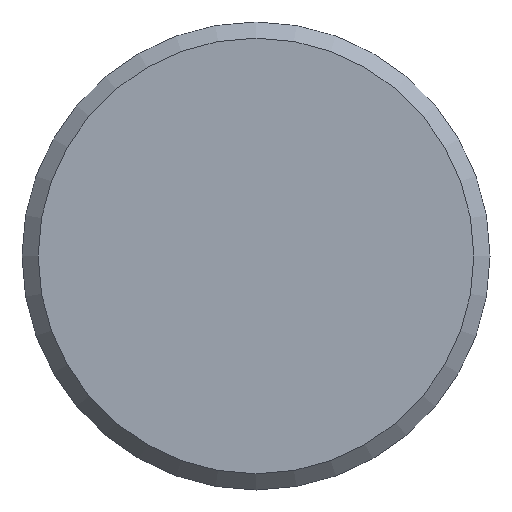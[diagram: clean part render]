
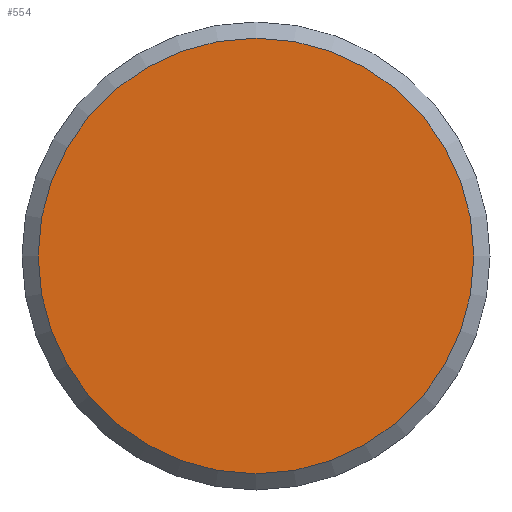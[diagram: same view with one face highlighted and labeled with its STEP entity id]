
A CAD part, front view. The second image highlights one B-rep face of the part: STEP entity #554.
In plain terms, the highlighted planar face has unit normal (0, -1, 0).
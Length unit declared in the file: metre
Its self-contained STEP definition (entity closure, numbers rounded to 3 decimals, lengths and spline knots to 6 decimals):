
#126=PLANE('',#603);
#150=ORIENTED_EDGE('',*,*,#307,.T.);
#307=EDGE_CURVE('',#386,#386,#441,.F.);
#386=VERTEX_POINT('',#835);
#441=CIRCLE('',#604,0.0135);
#465=EDGE_LOOP('',(#150));
#505=FACE_BOUND('',#465,.T.);
#554=ADVANCED_FACE('',(#505),#126,.F.);
#603=AXIS2_PLACEMENT_3D('',#833,#666,#667);
#604=AXIS2_PLACEMENT_3D('',#834,#668,#669);
#666=DIRECTION('',(0.,1.,0.));
#667=DIRECTION('',(1.,0.,0.));
#668=DIRECTION('',(0.,1.,0.));
#669=DIRECTION('',(1.,0.,0.));
#833=CARTESIAN_POINT('',(0.,0.,0.));
#834=CARTESIAN_POINT('',(0.,0.,0.));
#835=CARTESIAN_POINT('',(0.0135,0.,0.));
